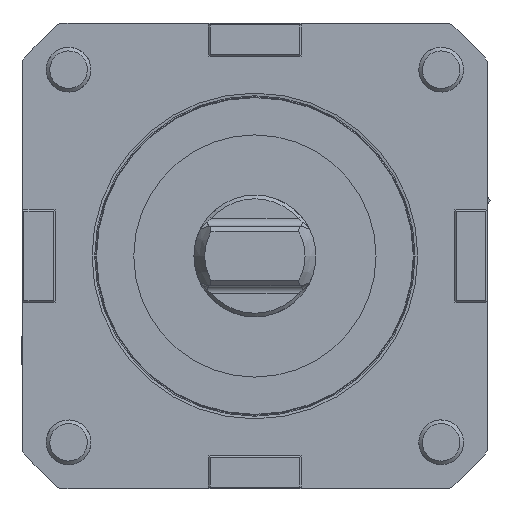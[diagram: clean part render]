
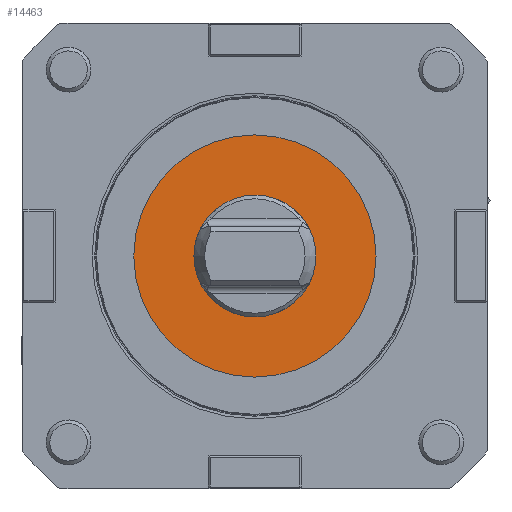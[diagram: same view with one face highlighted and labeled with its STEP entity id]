
A CAD part, front view. The second image highlights one B-rep face of the part: STEP entity #14463.
In plain terms, the highlighted planar face has unit normal (0, -1, 0).
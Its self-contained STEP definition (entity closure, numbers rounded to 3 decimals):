
#577 = AXIS2_PLACEMENT_3D ( 'NONE', #19518, #28211, #8659 ) ;
#659 = VERTEX_POINT ( 'NONE', #15210 ) ;
#735 = DIRECTION ( 'NONE',  ( -1., 0., 0. ) ) ;
#1835 = FACE_BOUND ( 'NONE', #25238, .T. ) ;
#3370 = AXIS2_PLACEMENT_3D ( 'NONE', #4700, #21832, #735 ) ;
#4700 = CARTESIAN_POINT ( 'NONE',  ( 0., -100., 0. ) ) ;
#6386 = EDGE_LOOP ( 'NONE', ( #25637 ) ) ;
#8659 = DIRECTION ( 'NONE',  ( 1., 0., 0. ) ) ;
#10502 = PLANE ( 'NONE',  #14239 ) ;
#11035 = CARTESIAN_POINT ( 'NONE',  ( 16.35, -100., 0. ) ) ;
#12629 = ORIENTED_EDGE ( 'NONE', *, *, #24008, .T. ) ;
#12796 = DIRECTION ( 'NONE',  ( 1., 0., 0. ) ) ;
#14239 = AXIS2_PLACEMENT_3D ( 'NONE', #25649, #16786, #12796 ) ;
#14463 = ADVANCED_FACE ( 'Defeature completata1_214', ( #1835, #14498 ), #10502, .T. ) ;
#14498 = FACE_OUTER_BOUND ( 'NONE', #6386, .T. ) ;
#15210 = CARTESIAN_POINT ( 'NONE',  ( -32.5, -100., 0. ) ) ;
#16786 = DIRECTION ( 'NONE',  ( 0., -1., 0. ) ) ;
#19518 = CARTESIAN_POINT ( 'NONE',  ( 0., -100., 0. ) ) ;
#19690 = CIRCLE ( 'NONE', #577, 16.35 ) ;
#21832 = DIRECTION ( 'NONE',  ( 0., 1., 0. ) ) ;
#24008 = EDGE_CURVE ( 'NONE', #26596, #26596, #19690, .T. ) ;
#25238 = EDGE_LOOP ( 'NONE', ( #12629 ) ) ;
#25637 = ORIENTED_EDGE ( 'NONE', *, *, #26834, .F. ) ;
#25649 = CARTESIAN_POINT ( 'NONE',  ( -32.5, -100., 0. ) ) ;
#26596 = VERTEX_POINT ( 'NONE', #11035 ) ;
#26645 = CIRCLE ( 'NONE', #3370, 32.5 ) ;
#26834 = EDGE_CURVE ( 'NONE', #659, #659, #26645, .T. ) ;
#28211 = DIRECTION ( 'NONE',  ( 0., 1., 0. ) ) ;
